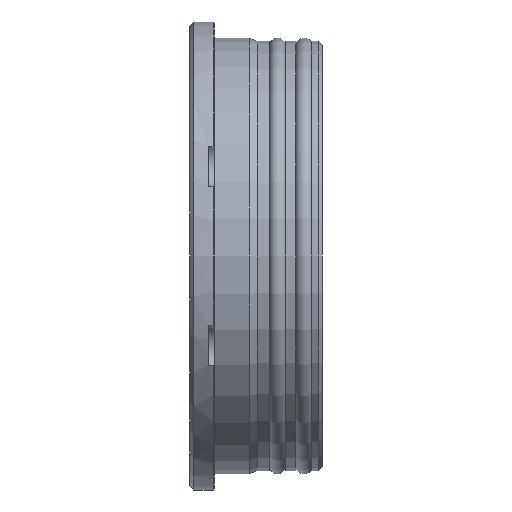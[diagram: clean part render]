
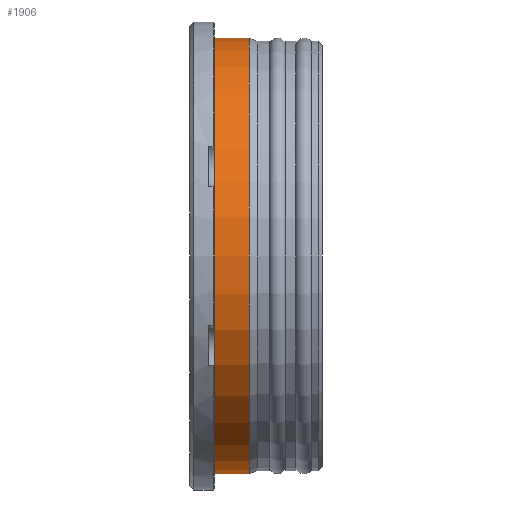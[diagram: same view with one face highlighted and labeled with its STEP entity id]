
A CAD part, left-side view. The second image highlights one B-rep face of the part: STEP entity #1906.
In plain terms, the highlighted cylindrical face has radius 53.5 mm (diameter 107 mm), a partial arc.
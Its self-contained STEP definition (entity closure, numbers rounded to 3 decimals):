
#170 = CIRCLE ( 'NONE', #4711, 53.5 ) ;
#481 = DIRECTION ( 'NONE',  ( 0., 0., 1. ) ) ;
#603 = VERTEX_POINT ( 'NONE', #11331 ) ;
#778 = ORIENTED_EDGE ( 'NONE', *, *, #5960, .T. ) ;
#911 = VECTOR ( 'NONE', #10013, 1000. ) ;
#1070 = AXIS2_PLACEMENT_3D ( 'NONE', #4357, #3461, #7078 ) ;
#1765 = EDGE_CURVE ( 'NONE', #603, #11425, #5044, .T. ) ;
#1802 = CYLINDRICAL_SURFACE ( 'NONE', #2760, 53.5 ) ;
#1810 = CARTESIAN_POINT ( 'NONE',  ( 0., 17.423, -53.5 ) ) ;
#1906 = ADVANCED_FACE ( 'NONE', ( #7435 ), #1802, .T. ) ;
#2083 = LINE ( 'NONE', #6406, #911 ) ;
#2151 = CARTESIAN_POINT ( 'NONE',  ( 0., 16.5, 53.5 ) ) ;
#2347 = CARTESIAN_POINT ( 'NONE',  ( 0., 17.423, 53.5 ) ) ;
#2436 = EDGE_LOOP ( 'NONE', ( #3183, #2915, #778, #8967 ) ) ;
#2760 = AXIS2_PLACEMENT_3D ( 'NONE', #4528, #8423, #481 ) ;
#2867 = LINE ( 'NONE', #2151, #9515 ) ;
#2915 = ORIENTED_EDGE ( 'NONE', *, *, #7688, .F. ) ;
#3183 = ORIENTED_EDGE ( 'NONE', *, *, #5225, .F. ) ;
#3194 = DIRECTION ( 'NONE',  ( 0., -1., 0. ) ) ;
#3461 = DIRECTION ( 'NONE',  ( 0., -1., 0. ) ) ;
#4203 = CARTESIAN_POINT ( 'NONE',  ( 0., 17.423, 0. ) ) ;
#4357 = CARTESIAN_POINT ( 'NONE',  ( 0., 26., 0. ) ) ;
#4528 = CARTESIAN_POINT ( 'NONE',  ( 0., 16.5, 0. ) ) ;
#4711 = AXIS2_PLACEMENT_3D ( 'NONE', #4203, #3194, #5155 ) ;
#5044 = CIRCLE ( 'NONE', #1070, 53.5 ) ;
#5155 = DIRECTION ( 'NONE',  ( 0., 0., 1. ) ) ;
#5225 = EDGE_CURVE ( 'NONE', #9900, #11425, #2083, .T. ) ;
#5960 = EDGE_CURVE ( 'NONE', #8544, #603, #2867, .T. ) ;
#6085 = CARTESIAN_POINT ( 'NONE',  ( 0., 26., -53.5 ) ) ;
#6406 = CARTESIAN_POINT ( 'NONE',  ( 0., 16.5, -53.5 ) ) ;
#6544 = DIRECTION ( 'NONE',  ( 0., 1., 0. ) ) ;
#7078 = DIRECTION ( 'NONE',  ( 0., 0., 1. ) ) ;
#7435 = FACE_OUTER_BOUND ( 'NONE', #2436, .T. ) ;
#7688 = EDGE_CURVE ( 'NONE', #8544, #9900, #170, .T. ) ;
#8423 = DIRECTION ( 'NONE',  ( 0., 1., 0. ) ) ;
#8544 = VERTEX_POINT ( 'NONE', #2347 ) ;
#8967 = ORIENTED_EDGE ( 'NONE', *, *, #1765, .T. ) ;
#9515 = VECTOR ( 'NONE', #6544, 1000. ) ;
#9900 = VERTEX_POINT ( 'NONE', #1810 ) ;
#10013 = DIRECTION ( 'NONE',  ( 0., 1., 0. ) ) ;
#11331 = CARTESIAN_POINT ( 'NONE',  ( 0., 26., 53.5 ) ) ;
#11425 = VERTEX_POINT ( 'NONE', #6085 ) ;
